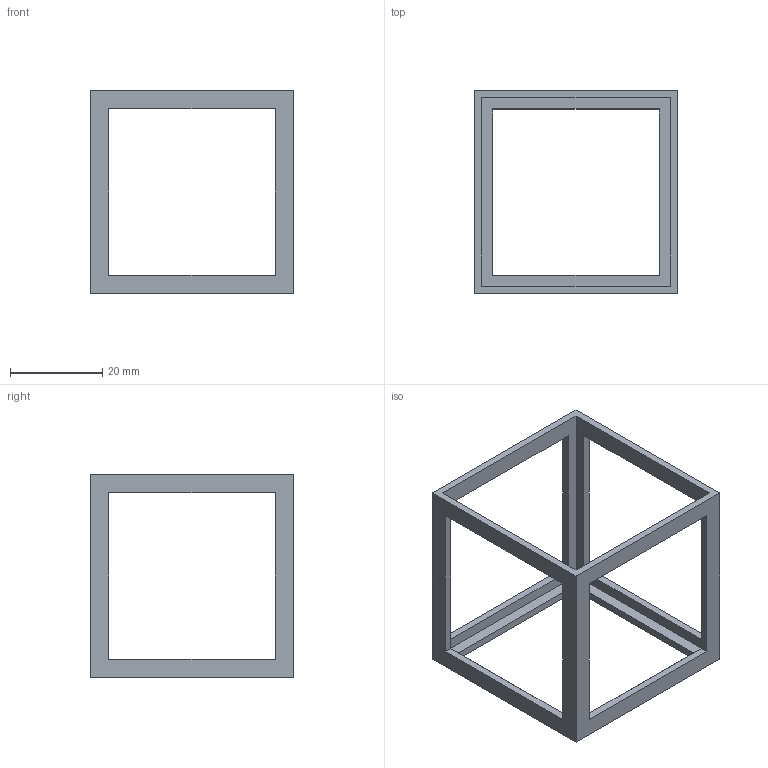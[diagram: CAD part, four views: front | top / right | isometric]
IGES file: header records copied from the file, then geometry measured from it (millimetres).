
Global section: file name: C1_case; native system: Autodesk Inventor 2018; preprocessor: unknown; author: izumi; date: 20190523.133731; units: millimetre
Bounding box: 44 x 44 x 44 mm (x, y, z)
Volume: 4235.3 mm3; surface area: 6727.7 mm2
Topology: 1 solids, 1 shells, 31 faces, 84 edges, 56 vertices
Faces by surface type: bspline 31
